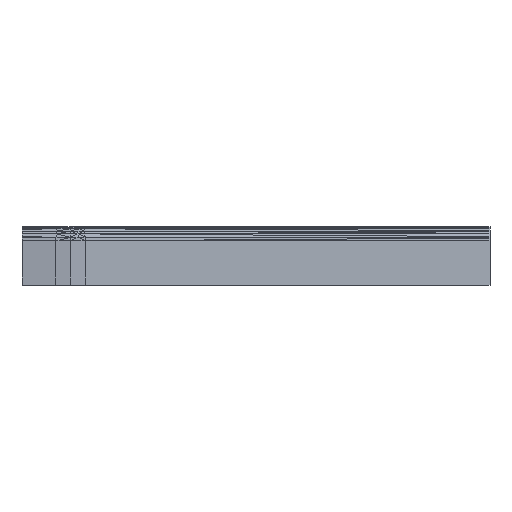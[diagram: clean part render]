
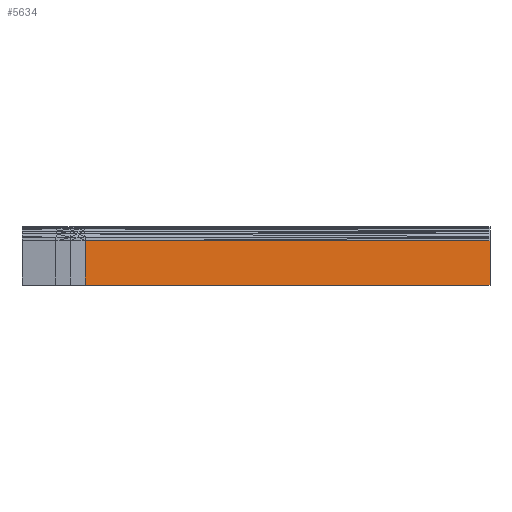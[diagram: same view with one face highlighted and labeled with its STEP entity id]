
A CAD part, front view. The second image highlights one B-rep face of the part: STEP entity #5634.
In plain terms, the highlighted planar face has unit normal (0.1, -0.995, 0).
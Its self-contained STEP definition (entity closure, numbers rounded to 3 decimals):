
#177 = PLANE('',#178);
#178 = AXIS2_PLACEMENT_3D('',#179,#180,#181);
#179 = CARTESIAN_POINT('',(242.,-90.,167.5));
#180 = DIRECTION('',(1.,0.,0.));
#181 = DIRECTION('',(0.,0.,1.));
#573 = PLANE('',#574);
#574 = AXIS2_PLACEMENT_3D('',#575,#576,#577);
#575 = CARTESIAN_POINT('',(-28.,-90.,167.5));
#576 = DIRECTION('',(0.,0.,1.));
#577 = DIRECTION('',(1.,0.,0.));
#1646 = EDGE_CURVE('',#1647,#1649,#1651,.T.);
#1647 = VERTEX_POINT('',#1648);
#1648 = CARTESIAN_POINT('',(242.,-46.017,167.5));
#1649 = VERTEX_POINT('',#1650);
#1650 = CARTESIAN_POINT('',(242.,-46.017,193.));
#1651 = SURFACE_CURVE('',#1652,(#1656,#1662),.PCURVE_S1.);
#1652 = LINE('',#1653,#1654);
#1653 = CARTESIAN_POINT('',(242.,-46.017,167.25));
#1654 = VECTOR('',#1655,1.);
#1655 = DIRECTION('',(0.,0.,1.));
#1656 = PCURVE('',#177,#1657);
#1657 = DEFINITIONAL_REPRESENTATION('',(#1658),#1661);
#1658 = B_SPLINE_CURVE_WITH_KNOTS('',1,(#1659,#1660),.UNSPECIFIED.,.F.,
  .F.,(2,2),(-7.75,30.95),.PIECEWISE_BEZIER_KNOTS.);
#1659 = CARTESIAN_POINT('',(-8.,-43.983));
#1660 = CARTESIAN_POINT('',(30.7,-43.983));
#1661 = ( GEOMETRIC_REPRESENTATION_CONTEXT(2) 
PARAMETRIC_REPRESENTATION_CONTEXT() REPRESENTATION_CONTEXT('2D SPACE',''
  ) );
#1662 = PCURVE('',#1663,#1668);
#1663 = PLANE('',#1664);
#1664 = AXIS2_PLACEMENT_3D('',#1665,#1666,#1667);
#1665 = CARTESIAN_POINT('',(156.725,-54.587,167.));
#1666 = DIRECTION('',(0.1,-0.995,0.));
#1667 = DIRECTION('',(-0.995,-0.1,0.));
#1668 = DEFINITIONAL_REPRESENTATION('',(#1669),#1672);
#1669 = B_SPLINE_CURVE_WITH_KNOTS('',1,(#1670,#1671),.UNSPECIFIED.,.F.,
  .F.,(2,2),(-7.75,30.95),.PIECEWISE_BEZIER_KNOTS.);
#1670 = CARTESIAN_POINT('',(-85.704,7.5));
#1671 = CARTESIAN_POINT('',(-85.704,-31.2));
#1672 = ( GEOMETRIC_REPRESENTATION_CONTEXT(2) 
PARAMETRIC_REPRESENTATION_CONTEXT() REPRESENTATION_CONTEXT('2D SPACE',''
  ) );
#2546 = PLANE('',#2547);
#2547 = AXIS2_PLACEMENT_3D('',#2548,#2549,#2550);
#2548 = CARTESIAN_POINT('',(157.068,-54.487,
    193.519));
#2549 = DIRECTION('',(-0.099,0.987,-0.125)
  );
#2550 = DIRECTION('',(0.,0.125,0.992)
  );
#5298 = VERTEX_POINT('',#5299);
#5299 = CARTESIAN_POINT('',(8.438,-69.49,167.5));
#5312 = PLANE('',#5313);
#5313 = AXIS2_PLACEMENT_3D('',#5314,#5315,#5316);
#5314 = CARTESIAN_POINT('',(8.438,-69.49,141.));
#5315 = DIRECTION('',(0.06,-0.998,0.));
#5316 = DIRECTION('',(-0.998,-0.06,0.));
#5323 = EDGE_CURVE('',#1647,#5298,#5324,.T.);
#5324 = SURFACE_CURVE('',#5325,(#5329,#5335),.PCURVE_S1.);
#5325 = LINE('',#5326,#5327);
#5326 = CARTESIAN_POINT('',(63.524,-63.954,167.5));
#5327 = VECTOR('',#5328,1.);
#5328 = DIRECTION('',(-0.995,-0.1,0.));
#5329 = PCURVE('',#573,#5330);
#5330 = DEFINITIONAL_REPRESENTATION('',(#5331),#5334);
#5331 = B_SPLINE_CURVE_WITH_KNOTS('',1,(#5332,#5333),.UNSPECIFIED.,.F.,
  .F.,(2,2),(-206.511,85.171),.PIECEWISE_BEZIER_KNOTS.);
#5332 = CARTESIAN_POINT('',(297.,46.696));
#5333 = CARTESIAN_POINT('',(6.78,17.53));
#5334 = ( GEOMETRIC_REPRESENTATION_CONTEXT(2) 
PARAMETRIC_REPRESENTATION_CONTEXT() REPRESENTATION_CONTEXT('2D SPACE',''
  ) );
#5335 = PCURVE('',#1663,#5336);
#5336 = DEFINITIONAL_REPRESENTATION('',(#5337),#5340);
#5337 = B_SPLINE_CURVE_WITH_KNOTS('',1,(#5338,#5339),.UNSPECIFIED.,.F.,
  .F.,(2,2),(-206.511,85.171),.PIECEWISE_BEZIER_KNOTS.);
#5338 = CARTESIAN_POINT('',(-112.84,-0.5));
#5339 = CARTESIAN_POINT('',(178.842,-0.5));
#5340 = ( GEOMETRIC_REPRESENTATION_CONTEXT(2) 
PARAMETRIC_REPRESENTATION_CONTEXT() REPRESENTATION_CONTEXT('2D SPACE',''
  ) );
#5634 = ADVANCED_FACE('',(#5635),#1663,.T.);
#5635 = FACE_BOUND('',#5636,.T.);
#5636 = EDGE_LOOP('',(#5637,#5660,#5661,#5662));
#5637 = ORIENTED_EDGE('',*,*,#5638,.F.);
#5638 = EDGE_CURVE('',#5298,#5639,#5641,.T.);
#5639 = VERTEX_POINT('',#5640);
#5640 = CARTESIAN_POINT('',(8.438,-69.49,193.));
#5641 = SURFACE_CURVE('',#5642,(#5646,#5653),.PCURVE_S1.);
#5642 = LINE('',#5643,#5644);
#5643 = CARTESIAN_POINT('',(8.438,-69.49,141.));
#5644 = VECTOR('',#5645,1.);
#5645 = DIRECTION('',(0.,0.,1.));
#5646 = PCURVE('',#1663,#5647);
#5647 = DEFINITIONAL_REPRESENTATION('',(#5648),#5652);
#5648 = LINE('',#5649,#5650);
#5649 = CARTESIAN_POINT('',(149.035,26.));
#5650 = VECTOR('',#5651,1.);
#5651 = DIRECTION('',(0.,-1.));
#5652 = ( GEOMETRIC_REPRESENTATION_CONTEXT(2) 
PARAMETRIC_REPRESENTATION_CONTEXT() REPRESENTATION_CONTEXT('2D SPACE',''
  ) );
#5653 = PCURVE('',#5312,#5654);
#5654 = DEFINITIONAL_REPRESENTATION('',(#5655),#5659);
#5655 = LINE('',#5656,#5657);
#5656 = CARTESIAN_POINT('',(0.,0.));
#5657 = VECTOR('',#5658,1.);
#5658 = DIRECTION('',(0.,-1.));
#5659 = ( GEOMETRIC_REPRESENTATION_CONTEXT(2) 
PARAMETRIC_REPRESENTATION_CONTEXT() REPRESENTATION_CONTEXT('2D SPACE',''
  ) );
#5660 = ORIENTED_EDGE('',*,*,#5323,.F.);
#5661 = ORIENTED_EDGE('',*,*,#1646,.T.);
#5662 = ORIENTED_EDGE('',*,*,#5663,.T.);
#5663 = EDGE_CURVE('',#1649,#5639,#5664,.T.);
#5664 = SURFACE_CURVE('',#5665,(#5669,#5676),.PCURVE_S1.);
#5665 = LINE('',#5666,#5667);
#5666 = CARTESIAN_POINT('',(305.013,-39.685,193.));
#5667 = VECTOR('',#5668,1.);
#5668 = DIRECTION('',(-0.995,-0.1,0.));
#5669 = PCURVE('',#1663,#5670);
#5670 = DEFINITIONAL_REPRESENTATION('',(#5671),#5675);
#5671 = LINE('',#5672,#5673);
#5672 = CARTESIAN_POINT('',(-149.035,-26.));
#5673 = VECTOR('',#5674,1.);
#5674 = DIRECTION('',(1.,0.));
#5675 = ( GEOMETRIC_REPRESENTATION_CONTEXT(2) 
PARAMETRIC_REPRESENTATION_CONTEXT() REPRESENTATION_CONTEXT('2D SPACE',''
  ) );
#5676 = PCURVE('',#2546,#5677);
#5677 = DEFINITIONAL_REPRESENTATION('',(#5678),#5681);
#5678 = B_SPLINE_CURVE_WITH_KNOTS('',1,(#5679,#5680),.UNSPECIFIED.,.F.,
  .F.,(2,2),(0.,298.069),.PIECEWISE_BEZIER_KNOTS.);
#5679 = CARTESIAN_POINT('',(1.338,148.679));
#5680 = CARTESIAN_POINT('',(-2.392,-149.367));
#5681 = ( GEOMETRIC_REPRESENTATION_CONTEXT(2) 
PARAMETRIC_REPRESENTATION_CONTEXT() REPRESENTATION_CONTEXT('2D SPACE',''
  ) );
